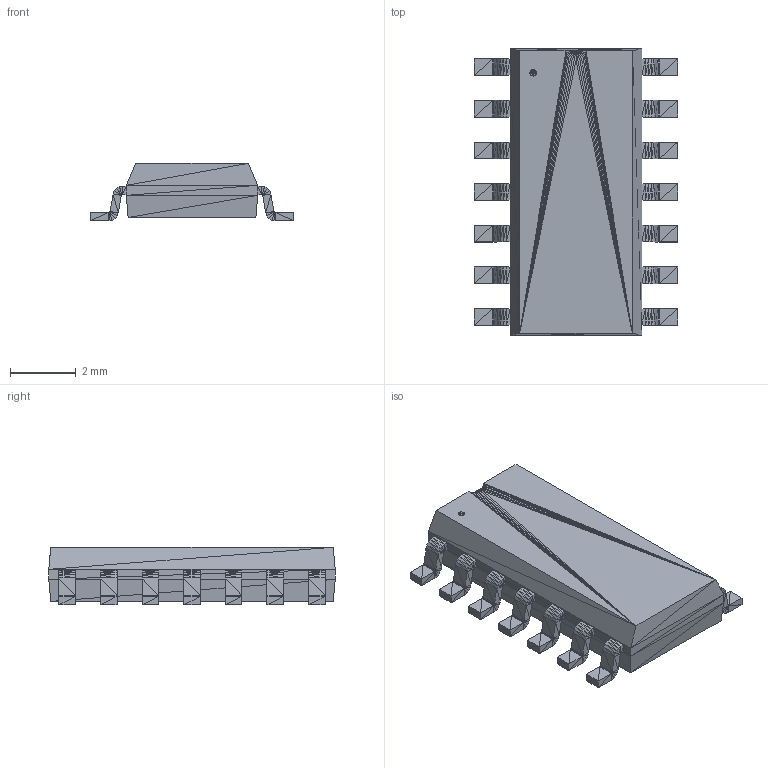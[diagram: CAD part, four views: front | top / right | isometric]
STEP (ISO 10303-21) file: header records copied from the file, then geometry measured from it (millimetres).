
FILE_DESCRIPTION(('STEP AP214'),'1');
FILE_NAME('M14A','2016-06-14T20:35:48',(''),(''),'','','');
FILE_SCHEMA(('AUTOMOTIVE_DESIGN'));
Length unit declared in the file: millimetre
Products named in the file (1): product
Bounding box: 6.2 x 8.74 x 1.75 mm (x, y, z)
Surface area: 145.2 mm2 (no closed solid volume)
Topology: 0 solids, 1421 shells, 1421 faces, 4263 edges, 4263 vertices
Faces by surface type: plane 1421
Entity records: 46952 total; most frequent: CARTESIAN_POINT 9948, DIRECTION 7107, ORIENTED_EDGE 4263, EDGE_CURVE 4263, VERTEX_POINT 4263, LINE 4263, VECTOR 4263, AXIS2_PLACEMENT_3D 1422
